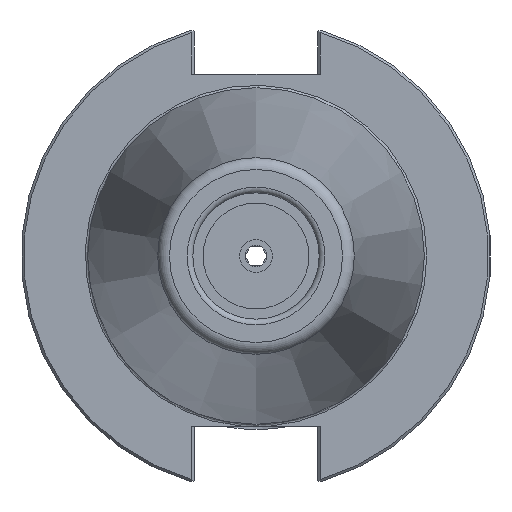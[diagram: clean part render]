
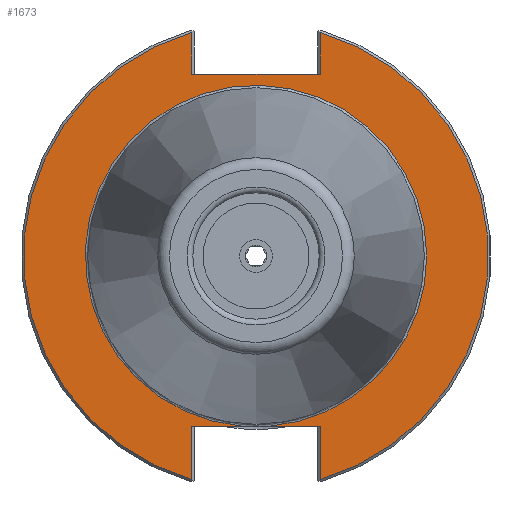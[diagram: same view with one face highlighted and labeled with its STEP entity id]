
A CAD part, left-side view. The second image highlights one B-rep face of the part: STEP entity #1673.
In plain terms, the highlighted planar face has unit normal (-1, 0, 0).
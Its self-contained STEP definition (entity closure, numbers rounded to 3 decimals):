
#161=CIRCLE('',#1843,48.25);
#162=CIRCLE('',#1846,48.25);
#163=CIRCLE('',#1847,35.429);
#164=CIRCLE('',#1848,35.429);
#283=FACE_OUTER_BOUND('',#405,.T.);
#405=EDGE_LOOP('',(#1320,#1321,#1322,#1323,#1324,#1325,#1326,#1327,#1328,
#1329,#1330));
#489=LINE('',#2616,#598);
#491=LINE('',#2620,#600);
#513=LINE('',#2775,#622);
#519=LINE('',#2813,#628);
#520=LINE('',#2818,#629);
#521=LINE('',#2820,#630);
#522=LINE('',#2821,#631);
#598=VECTOR('',#2094,10.);
#600=VECTOR('',#2096,10.);
#622=VECTOR('',#2202,10.);
#628=VECTOR('',#2222,10.);
#629=VECTOR('',#2227,10.);
#630=VECTOR('',#2228,10.);
#631=VECTOR('',#2229,10.);
#718=VERTEX_POINT('',#2613);
#719=VERTEX_POINT('',#2615);
#720=VERTEX_POINT('',#2617);
#721=VERTEX_POINT('',#2619);
#760=VERTEX_POINT('',#2771);
#768=VERTEX_POINT('',#2798);
#769=VERTEX_POINT('',#2802);
#771=VERTEX_POINT('',#2815);
#772=VERTEX_POINT('',#2817);
#773=VERTEX_POINT('',#2819);
#774=VERTEX_POINT('',#2822);
#899=EDGE_CURVE('',#719,#718,#489,.T.);
#901=EDGE_CURVE('',#721,#720,#491,.T.);
#957=EDGE_CURVE('',#760,#718,#513,.T.);
#967=EDGE_CURVE('',#768,#769,#161,.T.);
#971=EDGE_CURVE('',#721,#768,#519,.T.);
#972=EDGE_CURVE('',#771,#760,#162,.T.);
#973=EDGE_CURVE('',#772,#771,#520,.T.);
#974=EDGE_CURVE('',#772,#773,#521,.T.);
#975=EDGE_CURVE('',#769,#773,#522,.T.);
#976=EDGE_CURVE('',#720,#774,#163,.T.);
#977=EDGE_CURVE('',#774,#719,#164,.T.);
#1320=ORIENTED_EDGE('',*,*,#957,.F.);
#1321=ORIENTED_EDGE('',*,*,#972,.F.);
#1322=ORIENTED_EDGE('',*,*,#973,.F.);
#1323=ORIENTED_EDGE('',*,*,#974,.T.);
#1324=ORIENTED_EDGE('',*,*,#975,.F.);
#1325=ORIENTED_EDGE('',*,*,#967,.F.);
#1326=ORIENTED_EDGE('',*,*,#971,.F.);
#1327=ORIENTED_EDGE('',*,*,#901,.T.);
#1328=ORIENTED_EDGE('',*,*,#976,.T.);
#1329=ORIENTED_EDGE('',*,*,#977,.T.);
#1330=ORIENTED_EDGE('',*,*,#899,.T.);
#1593=PLANE('',#1845);
#1673=ADVANCED_FACE('',(#283),#1593,.T.);
#1843=AXIS2_PLACEMENT_3D('',#2803,#2217,#2218);
#1845=AXIS2_PLACEMENT_3D('',#2814,#2223,#2224);
#1846=AXIS2_PLACEMENT_3D('',#2816,#2225,#2226);
#1847=AXIS2_PLACEMENT_3D('',#2823,#2230,#2231);
#1848=AXIS2_PLACEMENT_3D('',#2824,#2232,#2233);
#2094=DIRECTION('',(0.,-1.,0.));
#2096=DIRECTION('',(0.,-1.,0.));
#2202=DIRECTION('',(0.,0.,1.));
#2217=DIRECTION('center_axis',(1.,0.,0.));
#2218=DIRECTION('ref_axis',(0.,1.,0.));
#2222=DIRECTION('',(0.,0.,-1.));
#2223=DIRECTION('center_axis',(-1.,0.,0.));
#2224=DIRECTION('ref_axis',(0.,-1.,0.));
#2225=DIRECTION('center_axis',(1.,0.,0.));
#2226=DIRECTION('ref_axis',(0.,1.,0.));
#2227=DIRECTION('',(0.,0.,1.));
#2228=DIRECTION('',(0.,1.,0.));
#2229=DIRECTION('',(0.,0.,-1.));
#2230=DIRECTION('center_axis',(1.,0.,0.));
#2231=DIRECTION('ref_axis',(0.,1.,0.));
#2232=DIRECTION('center_axis',(1.,0.,0.));
#2233=DIRECTION('ref_axis',(0.,1.,0.));
#2613=CARTESIAN_POINT('',(3.175,-13.325,-35.3));
#2615=CARTESIAN_POINT('',(3.175,-3.016,-35.3));
#2616=CARTESIAN_POINT('',(3.175,6.412,-35.3));
#2617=CARTESIAN_POINT('',(3.175,3.016,-35.3));
#2619=CARTESIAN_POINT('',(3.175,13.325,-35.3));
#2620=CARTESIAN_POINT('',(3.175,6.412,-35.3));
#2771=CARTESIAN_POINT('',(3.175,-13.325,-46.373));
#2775=CARTESIAN_POINT('',(3.175,-13.325,6.475));
#2798=CARTESIAN_POINT('',(3.175,13.325,-46.373));
#2802=CARTESIAN_POINT('',(3.175,13.325,46.373));
#2803=CARTESIAN_POINT('Origin',(3.175,0.,
0.));
#2813=CARTESIAN_POINT('',(3.175,13.325,-13.707));
#2814=CARTESIAN_POINT('Origin',(3.175,0.,
48.25));
#2815=CARTESIAN_POINT('',(3.175,-13.325,46.373));
#2816=CARTESIAN_POINT('Origin',(3.175,0.,
0.));
#2817=CARTESIAN_POINT('',(3.175,-13.325,37.7));
#2818=CARTESIAN_POINT('',(3.175,-13.325,61.395));
#2819=CARTESIAN_POINT('',(3.175,13.325,37.7));
#2820=CARTESIAN_POINT('',(3.175,-6.413,37.7));
#2821=CARTESIAN_POINT('',(3.175,13.325,42.975));
#2822=CARTESIAN_POINT('',(3.175,-35.429,0.));
#2823=CARTESIAN_POINT('Origin',(3.175,0.,
0.));
#2824=CARTESIAN_POINT('Origin',(3.175,0.,
0.));
